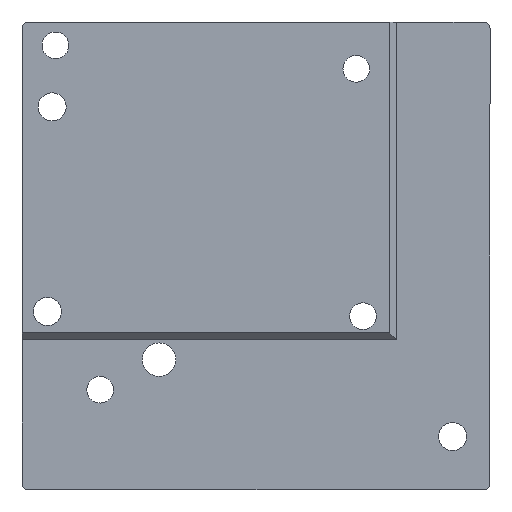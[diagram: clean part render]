
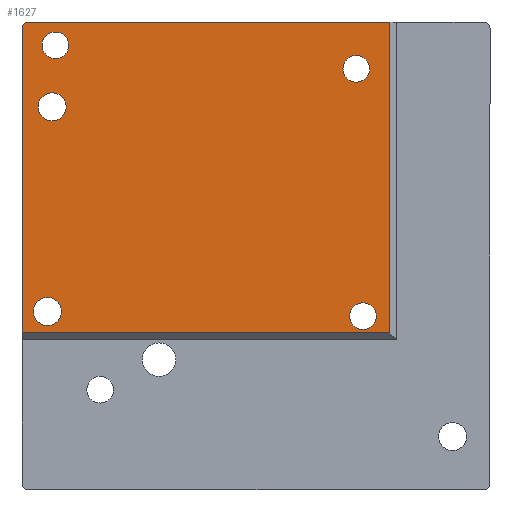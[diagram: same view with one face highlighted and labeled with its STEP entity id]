
A CAD part, front view. The second image highlights one B-rep face of the part: STEP entity #1627.
In plain terms, the highlighted planar face has unit normal (0, -1, 0).
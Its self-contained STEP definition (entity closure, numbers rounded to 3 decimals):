
#13 = DIRECTION ( 'NONE',  ( 0., -1., 0. ) ) ;
#24 = LINE ( 'NONE', #494, #915 ) ;
#57 = AXIS2_PLACEMENT_3D ( 'NONE', #785, #13, #296 ) ;
#65 = VERTEX_POINT ( 'NONE', #1386 ) ;
#78 = AXIS2_PLACEMENT_3D ( 'NONE', #527, #1327, #83 ) ;
#83 = DIRECTION ( 'NONE',  ( 0., 0., 1. ) ) ;
#87 = ORIENTED_EDGE ( 'NONE', *, *, #950, .F. ) ;
#95 = CARTESIAN_POINT ( 'NONE',  ( 51., -2., -44. ) ) ;
#102 = CARTESIAN_POINT ( 'NONE',  ( 4.5, -2., -14.8 ) ) ;
#116 = CARTESIAN_POINT ( 'NONE',  ( 4.5, -2., -12.7 ) ) ;
#127 = EDGE_LOOP ( 'NONE', ( #87, #614 ) ) ;
#136 = DIRECTION ( 'NONE',  ( 0., 0., -1. ) ) ;
#146 = CIRCLE ( 'NONE', #543, 2. ) ;
#175 = EDGE_CURVE ( 'NONE', #1074, #373, #184, .T. ) ;
#184 = CIRCLE ( 'NONE', #57, 2. ) ;
#188 = ORIENTED_EDGE ( 'NONE', *, *, #1558, .F. ) ;
#196 = EDGE_CURVE ( 'NONE', #804, #1963, #24, .T. ) ;
#209 = EDGE_CURVE ( 'NONE', #1963, #363, #775, .T. ) ;
#211 = ORIENTED_EDGE ( 'NONE', *, *, #1899, .F. ) ;
#225 = CIRCLE ( 'NONE', #1384, 2.1 ) ;
#242 = AXIS2_PLACEMENT_3D ( 'NONE', #1583, #631, #966 ) ;
#249 = DIRECTION ( 'NONE',  ( 0., 1., 0. ) ) ;
#257 = CARTESIAN_POINT ( 'NONE',  ( 1., -2., 0. ) ) ;
#296 = DIRECTION ( 'NONE',  ( 0., 0., -1. ) ) ;
#300 = DIRECTION ( 'NONE',  ( 0., 0., -1. ) ) ;
#355 = DIRECTION ( 'NONE',  ( 0., 0., 1. ) ) ;
#362 = PLANE ( 'NONE',  #78 ) ;
#363 = VERTEX_POINT ( 'NONE', #445 ) ;
#373 = VERTEX_POINT ( 'NONE', #760 ) ;
#397 = FACE_BOUND ( 'NONE', #1911, .T. ) ;
#400 = ORIENTED_EDGE ( 'NONE', *, *, #175, .F. ) ;
#445 = CARTESIAN_POINT ( 'NONE',  ( 0., -2., -46.5 ) ) ;
#463 = DIRECTION ( 'NONE',  ( 0., 0., 1. ) ) ;
#469 = DIRECTION ( 'NONE',  ( -1., 0., 0. ) ) ;
#478 = CIRCLE ( 'NONE', #1540, 2.1 ) ;
#488 = CARTESIAN_POINT ( 'NONE',  ( 3.8, -2., -41.2 ) ) ;
#494 = CARTESIAN_POINT ( 'NONE',  ( 55., -2., 0. ) ) ;
#506 = ORIENTED_EDGE ( 'NONE', *, *, #209, .F. ) ;
#507 = CIRCLE ( 'NONE', #1666, 2. ) ;
#527 = CARTESIAN_POINT ( 'NONE',  ( 0., -2., 0. ) ) ;
#539 = VERTEX_POINT ( 'NONE', #102 ) ;
#543 = AXIS2_PLACEMENT_3D ( 'NONE', #1284, #1253, #784 ) ;
#551 = FACE_BOUND ( 'NONE', #1145, .T. ) ;
#569 = EDGE_CURVE ( 'NONE', #668, #363, #989, .T. ) ;
#614 = ORIENTED_EDGE ( 'NONE', *, *, #671, .F. ) ;
#617 = CARTESIAN_POINT ( 'NONE',  ( 1., -2., -1. ) ) ;
#619 = CARTESIAN_POINT ( 'NONE',  ( 3.8, -2., -43.3 ) ) ;
#631 = DIRECTION ( 'NONE',  ( 0., -1., 0. ) ) ;
#639 = EDGE_CURVE ( 'NONE', #801, #1163, #1982, .T. ) ;
#656 = DIRECTION ( 'NONE',  ( -1., 0., 0. ) ) ;
#668 = VERTEX_POINT ( 'NONE', #1231 ) ;
#671 = EDGE_CURVE ( 'NONE', #539, #1845, #225, .T. ) ;
#711 = CIRCLE ( 'NONE', #1706, 1. ) ;
#723 = ORIENTED_EDGE ( 'NONE', *, *, #1329, .F. ) ;
#750 = EDGE_LOOP ( 'NONE', ( #757, #1027, #506, #908, #1658 ) ) ;
#756 = DIRECTION ( 'NONE',  ( 0., -1., 0. ) ) ;
#757 = ORIENTED_EDGE ( 'NONE', *, *, #1742, .F. ) ;
#760 = CARTESIAN_POINT ( 'NONE',  ( 5., -2., -5.5 ) ) ;
#770 = VERTEX_POINT ( 'NONE', #1595 ) ;
#775 = LINE ( 'NONE', #952, #1880 ) ;
#779 = ORIENTED_EDGE ( 'NONE', *, *, #1676, .F. ) ;
#784 = DIRECTION ( 'NONE',  ( 0., 0., -1. ) ) ;
#785 = CARTESIAN_POINT ( 'NONE',  ( 5., -2., -3.5 ) ) ;
#792 = EDGE_LOOP ( 'NONE', ( #1280, #2003 ) ) ;
#801 = VERTEX_POINT ( 'NONE', #488 ) ;
#804 = VERTEX_POINT ( 'NONE', #1129 ) ;
#844 = CIRCLE ( 'NONE', #2000, 2. ) ;
#855 = CARTESIAN_POINT ( 'NONE',  ( 50., -2., -5. ) ) ;
#870 = CIRCLE ( 'NONE', #1702, 2. ) ;
#872 = CIRCLE ( 'NONE', #242, 2. ) ;
#880 = DIRECTION ( 'NONE',  ( 0., 0., -1. ) ) ;
#908 = ORIENTED_EDGE ( 'NONE', *, *, #196, .F. ) ;
#915 = VECTOR ( 'NONE', #2048, 1000. ) ;
#916 = DIRECTION ( 'NONE',  ( 0., -1., 0. ) ) ;
#950 = EDGE_CURVE ( 'NONE', #1845, #539, #1518, .T. ) ;
#952 = CARTESIAN_POINT ( 'NONE',  ( 0., -2., -46.5 ) ) ;
#966 = DIRECTION ( 'NONE',  ( 0., 0., -1. ) ) ;
#979 = CARTESIAN_POINT ( 'NONE',  ( 4.5, -2., -12.7 ) ) ;
#989 = LINE ( 'NONE', #1967, #1055 ) ;
#1027 = ORIENTED_EDGE ( 'NONE', *, *, #569, .T. ) ;
#1033 = DIRECTION ( 'NONE',  ( 0., -1., 0. ) ) ;
#1038 = CARTESIAN_POINT ( 'NONE',  ( 5., -2., -1.5 ) ) ;
#1055 = VECTOR ( 'NONE', #1667, 1000. ) ;
#1074 = VERTEX_POINT ( 'NONE', #1038 ) ;
#1083 = EDGE_CURVE ( 'NONE', #770, #65, #870, .T. ) ;
#1110 = VECTOR ( 'NONE', #656, 1000. ) ;
#1129 = CARTESIAN_POINT ( 'NONE',  ( 55., -2., 0. ) ) ;
#1145 = EDGE_LOOP ( 'NONE', ( #211, #400 ) ) ;
#1163 = VERTEX_POINT ( 'NONE', #1434 ) ;
#1198 = FACE_BOUND ( 'NONE', #792, .T. ) ;
#1231 = CARTESIAN_POINT ( 'NONE',  ( 0., -2., -1. ) ) ;
#1253 = DIRECTION ( 'NONE',  ( 0., -1., 0. ) ) ;
#1280 = ORIENTED_EDGE ( 'NONE', *, *, #1083, .F. ) ;
#1284 = CARTESIAN_POINT ( 'NONE',  ( 5., -2., -3.5 ) ) ;
#1327 = DIRECTION ( 'NONE',  ( 0., 1., 0. ) ) ;
#1329 = EDGE_CURVE ( 'NONE', #2033, #2043, #507, .T. ) ;
#1384 = AXIS2_PLACEMENT_3D ( 'NONE', #116, #1884, #463 ) ;
#1386 = CARTESIAN_POINT ( 'NONE',  ( 51., -2., -42. ) ) ;
#1392 = AXIS2_PLACEMENT_3D ( 'NONE', #979, #1612, #355 ) ;
#1402 = EDGE_CURVE ( 'NONE', #804, #1818, #1786, .T. ) ;
#1418 = CARTESIAN_POINT ( 'NONE',  ( 55., -2., -46.5 ) ) ;
#1421 = CARTESIAN_POINT ( 'NONE',  ( 0., -2., 0. ) ) ;
#1434 = CARTESIAN_POINT ( 'NONE',  ( 3.8, -2., -45.4 ) ) ;
#1473 = CARTESIAN_POINT ( 'NONE',  ( 50., -2., -7. ) ) ;
#1493 = CARTESIAN_POINT ( 'NONE',  ( 50., -2., -9. ) ) ;
#1502 = EDGE_CURVE ( 'NONE', #65, #770, #872, .T. ) ;
#1503 = DIRECTION ( 'NONE',  ( 0., -1., 0. ) ) ;
#1512 = FACE_BOUND ( 'NONE', #1976, .T. ) ;
#1518 = CIRCLE ( 'NONE', #1392, 2.1 ) ;
#1540 = AXIS2_PLACEMENT_3D ( 'NONE', #1986, #1033, #1664 ) ;
#1547 = CARTESIAN_POINT ( 'NONE',  ( 50., -2., -7. ) ) ;
#1558 = EDGE_CURVE ( 'NONE', #2043, #2033, #844, .T. ) ;
#1570 = DIRECTION ( 'NONE',  ( 0., 0., 1. ) ) ;
#1583 = CARTESIAN_POINT ( 'NONE',  ( 51., -2., -44. ) ) ;
#1595 = CARTESIAN_POINT ( 'NONE',  ( 51., -2., -46. ) ) ;
#1597 = CARTESIAN_POINT ( 'NONE',  ( 4.5, -2., -10.6 ) ) ;
#1612 = DIRECTION ( 'NONE',  ( 0., -1., 0. ) ) ;
#1627 = ADVANCED_FACE ( 'NONE', ( #1810, #1198, #1512, #551, #397, #1657 ), #362, .F. ) ;
#1630 = DIRECTION ( 'NONE',  ( 0., 0., -1. ) ) ;
#1657 = FACE_BOUND ( 'NONE', #127, .T. ) ;
#1658 = ORIENTED_EDGE ( 'NONE', *, *, #1402, .T. ) ;
#1664 = DIRECTION ( 'NONE',  ( 0., 0., 1. ) ) ;
#1666 = AXIS2_PLACEMENT_3D ( 'NONE', #1547, #756, #300 ) ;
#1667 = DIRECTION ( 'NONE',  ( 0., 0., -1. ) ) ;
#1670 = DIRECTION ( 'NONE',  ( 0., -1., 0. ) ) ;
#1676 = EDGE_CURVE ( 'NONE', #1163, #801, #478, .T. ) ;
#1702 = AXIS2_PLACEMENT_3D ( 'NONE', #95, #1670, #880 ) ;
#1706 = AXIS2_PLACEMENT_3D ( 'NONE', #617, #249, #136 ) ;
#1719 = AXIS2_PLACEMENT_3D ( 'NONE', #619, #916, #1570 ) ;
#1742 = EDGE_CURVE ( 'NONE', #668, #1818, #711, .T. ) ;
#1777 = ORIENTED_EDGE ( 'NONE', *, *, #639, .F. ) ;
#1786 = LINE ( 'NONE', #1421, #1110 ) ;
#1810 = FACE_OUTER_BOUND ( 'NONE', #750, .T. ) ;
#1818 = VERTEX_POINT ( 'NONE', #257 ) ;
#1845 = VERTEX_POINT ( 'NONE', #1597 ) ;
#1880 = VECTOR ( 'NONE', #469, 1000. ) ;
#1884 = DIRECTION ( 'NONE',  ( 0., -1., 0. ) ) ;
#1899 = EDGE_CURVE ( 'NONE', #373, #1074, #146, .T. ) ;
#1911 = EDGE_LOOP ( 'NONE', ( #1777, #779 ) ) ;
#1963 = VERTEX_POINT ( 'NONE', #1418 ) ;
#1967 = CARTESIAN_POINT ( 'NONE',  ( 0., -2., 0. ) ) ;
#1976 = EDGE_LOOP ( 'NONE', ( #188, #723 ) ) ;
#1982 = CIRCLE ( 'NONE', #1719, 2.1 ) ;
#1986 = CARTESIAN_POINT ( 'NONE',  ( 3.8, -2., -43.3 ) ) ;
#2000 = AXIS2_PLACEMENT_3D ( 'NONE', #1473, #1503, #1630 ) ;
#2003 = ORIENTED_EDGE ( 'NONE', *, *, #1502, .F. ) ;
#2033 = VERTEX_POINT ( 'NONE', #855 ) ;
#2043 = VERTEX_POINT ( 'NONE', #1493 ) ;
#2048 = DIRECTION ( 'NONE',  ( 0., 0., -1. ) ) ;
